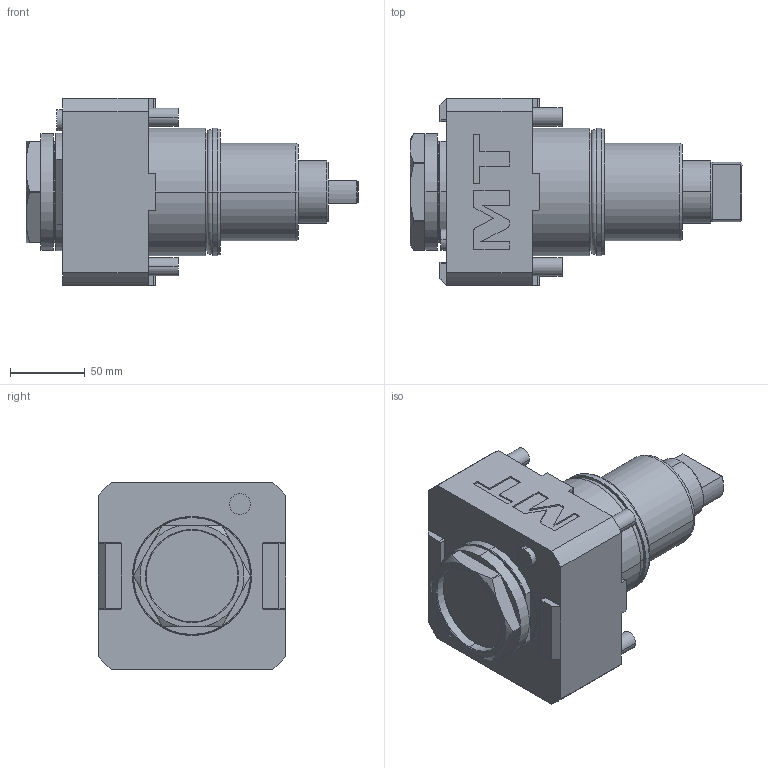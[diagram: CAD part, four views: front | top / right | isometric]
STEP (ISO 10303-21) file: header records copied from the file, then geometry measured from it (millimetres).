
FILE_DESCRIPTION((''),'2;1');
FILE_NAME('DWO1750263_CONF','2023-05-11T16:45:53',('gvalli'),('M.T. srl'),'CREO PARAMETRIC BY PTC INC, 2021072','CREO PARAMETRIC BY PTC INC, 2021072','');
FILE_SCHEMA(('CONFIG_CONTROL_DESIGN'));
Length unit declared in the file: millimetre
Products named in the file (1): DWO1750263_CONF
Bounding box: 221.5 x 125 x 125 mm (x, y, z)
Volume: 1464327.5 mm3; surface area: 119601.2 mm2
Topology: 2 solids, 2 shells, 246 faces, 604 edges, 386 vertices
Faces by surface type: plane 138, cylinder 64, cone 26, torus 14, extrusion 4
Entity records: 7418 total; most frequent: CARTESIAN_POINT 1462, DIRECTION 1248, ORIENTED_EDGE 1208, EDGE_CURVE 604, AXIS2_PLACEMENT_3D 430, VECTOR 388, VERTEX_POINT 386, LINE 384
